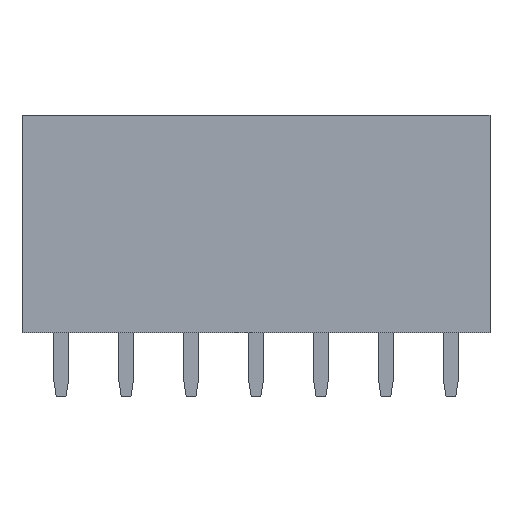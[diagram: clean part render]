
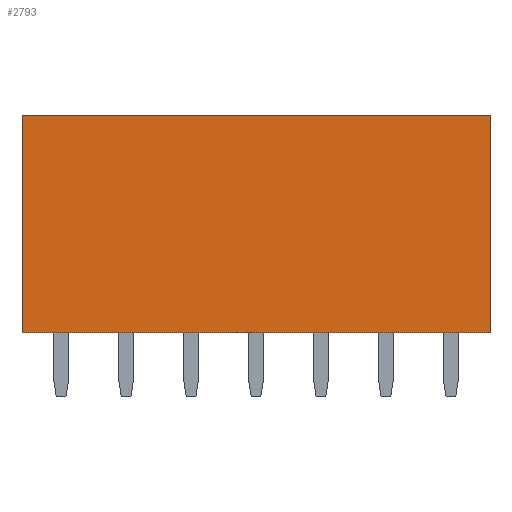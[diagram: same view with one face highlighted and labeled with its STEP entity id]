
A CAD part, front view. The second image highlights one B-rep face of the part: STEP entity #2793.
In plain terms, the highlighted planar face has unit normal (0, -1, 0).
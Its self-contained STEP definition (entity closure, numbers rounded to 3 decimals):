
#336 = CARTESIAN_POINT ( 'NONE',  ( 10.168, -1.27, 0. ) ) ;
#426 = DIRECTION ( 'NONE',  ( 0., 0., 1. ) ) ;
#853 = VECTOR ( 'NONE', #8686, 1000. ) ;
#953 = FACE_OUTER_BOUND ( 'NONE', #10546, .T. ) ;
#976 = PLANE ( 'NONE',  #1025 ) ;
#1011 = CARTESIAN_POINT ( 'NONE',  ( 10.168, -1.27, 4.75 ) ) ;
#1025 = AXIS2_PLACEMENT_3D ( 'NONE', #1011, #1985, #426 ) ;
#1179 = CARTESIAN_POINT ( 'NONE',  ( 16.778, -1.27, 8.5 ) ) ;
#1544 = VECTOR ( 'NONE', #4674, 1000. ) ;
#1951 = ORIENTED_EDGE ( 'NONE', *, *, #4406, .F. ) ;
#1985 = DIRECTION ( 'NONE',  ( 0., 1., 0. ) ) ;
#2793 = ADVANCED_FACE ( 'NONE', ( #953 ), #976, .F. ) ;
#2953 = EDGE_CURVE ( 'NONE', #4975, #9384, #7236, .T. ) ;
#3026 = VERTEX_POINT ( 'NONE', #6280 ) ;
#3038 = CARTESIAN_POINT ( 'NONE',  ( -1.522, -1.27, 4.75 ) ) ;
#3284 = CARTESIAN_POINT ( 'NONE',  ( 16.778, -1.27, 0. ) ) ;
#3605 = CARTESIAN_POINT ( 'NONE',  ( -1.522, -1.27, 8.5 ) ) ;
#3675 = ORIENTED_EDGE ( 'NONE', *, *, #2953, .F. ) ;
#3729 = VECTOR ( 'NONE', #8959, 1000. ) ;
#3896 = VECTOR ( 'NONE', #7957, 1000. ) ;
#4292 = LINE ( 'NONE', #3038, #1544 ) ;
#4406 = EDGE_CURVE ( 'NONE', #3026, #4975, #4292, .T. ) ;
#4533 = LINE ( 'NONE', #4825, #3729 ) ;
#4637 = LINE ( 'NONE', #336, #853 ) ;
#4674 = DIRECTION ( 'NONE',  ( 0., 0., 1. ) ) ;
#4825 = CARTESIAN_POINT ( 'NONE',  ( 16.778, -1.27, 4.75 ) ) ;
#4975 = VERTEX_POINT ( 'NONE', #3605 ) ;
#5516 = ORIENTED_EDGE ( 'NONE', *, *, #10692, .F. ) ;
#5835 = ORIENTED_EDGE ( 'NONE', *, *, #6556, .F. ) ;
#6280 = CARTESIAN_POINT ( 'NONE',  ( -1.522, -1.27, 0. ) ) ;
#6556 = EDGE_CURVE ( 'NONE', #9384, #7824, #4533, .T. ) ;
#7236 = LINE ( 'NONE', #8019, #3896 ) ;
#7824 = VERTEX_POINT ( 'NONE', #3284 ) ;
#7957 = DIRECTION ( 'NONE',  ( 1., 0., 0. ) ) ;
#8019 = CARTESIAN_POINT ( 'NONE',  ( 10.168, -1.27, 8.5 ) ) ;
#8686 = DIRECTION ( 'NONE',  ( -1., 0., 0. ) ) ;
#8959 = DIRECTION ( 'NONE',  ( 0., 0., -1. ) ) ;
#9384 = VERTEX_POINT ( 'NONE', #1179 ) ;
#10546 = EDGE_LOOP ( 'NONE', ( #3675, #1951, #5516, #5835 ) ) ;
#10692 = EDGE_CURVE ( 'NONE', #7824, #3026, #4637, .T. ) ;
